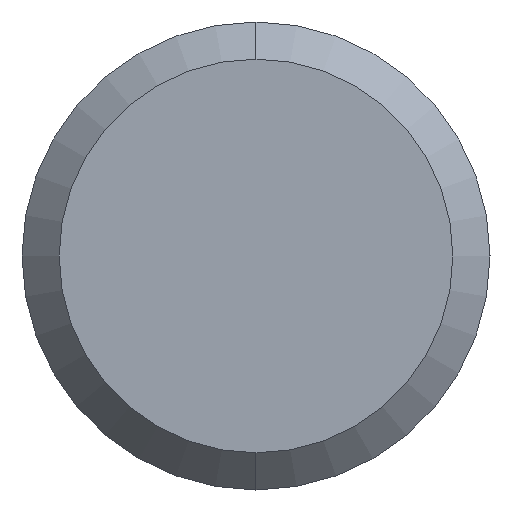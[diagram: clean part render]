
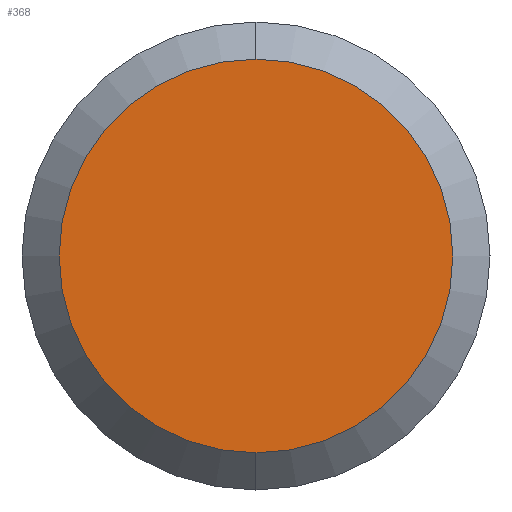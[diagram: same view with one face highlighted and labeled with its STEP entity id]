
A CAD part, left-side view. The second image highlights one B-rep face of the part: STEP entity #368.
In plain terms, the highlighted planar face has unit normal (-1, 0, 0).
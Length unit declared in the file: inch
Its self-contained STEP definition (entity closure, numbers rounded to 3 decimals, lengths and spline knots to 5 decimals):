
#48 = CARTESIAN_POINT ( 'NONE',  ( 0., 0., 0. ) ) ;
#54 = CARTESIAN_POINT ( 'NONE',  ( 0., 0., -0.13248 ) ) ;
#56 = DIRECTION ( 'NONE',  ( -1., 0., 0. ) ) ;
#67 = ORIENTED_EDGE ( 'NONE', *, *, #194, .F. ) ;
#73 = CIRCLE ( 'NONE', #170, 0.13248 ) ;
#81 = DIRECTION ( 'NONE',  ( 0., 0., -1. ) ) ;
#82 = PLANE ( 'NONE',  #295 ) ;
#85 = CARTESIAN_POINT ( 'NONE',  ( 0., 0., 0.13248 ) ) ;
#93 = ORIENTED_EDGE ( 'NONE', *, *, #124, .F. ) ;
#99 = DIRECTION ( 'NONE',  ( 1., 0., 0. ) ) ;
#124 = EDGE_CURVE ( 'NONE', #247, #208, #219, .T. ) ;
#153 = EDGE_LOOP ( 'NONE', ( #67, #93 ) ) ;
#170 = AXIS2_PLACEMENT_3D ( 'NONE', #348, #265, #81 ) ;
#194 = EDGE_CURVE ( 'NONE', #208, #247, #73, .T. ) ;
#200 = CARTESIAN_POINT ( 'NONE',  ( 0., 0.13248, 0. ) ) ;
#208 = VERTEX_POINT ( 'NONE', #54 ) ;
#219 = CIRCLE ( 'NONE', #240, 0.13248 ) ;
#240 = AXIS2_PLACEMENT_3D ( 'NONE', #48, #99, #277 ) ;
#247 = VERTEX_POINT ( 'NONE', #85 ) ;
#265 = DIRECTION ( 'NONE',  ( 1., 0., 0. ) ) ;
#277 = DIRECTION ( 'NONE',  ( 0., 0., -1. ) ) ;
#291 = DIRECTION ( 'NONE',  ( 0., 0., 1. ) ) ;
#295 = AXIS2_PLACEMENT_3D ( 'NONE', #200, #56, #291 ) ;
#348 = CARTESIAN_POINT ( 'NONE',  ( 0., 0., 0. ) ) ;
#368 = ADVANCED_FACE ( 'NONE', ( #375 ), #82, .T. ) ;
#375 = FACE_OUTER_BOUND ( 'NONE', #153, .T. ) ;
